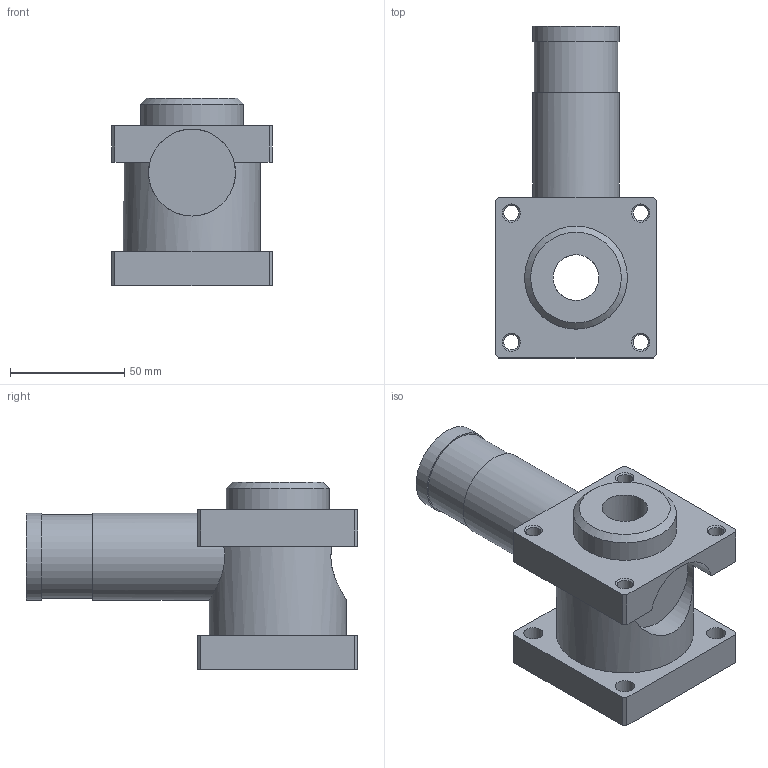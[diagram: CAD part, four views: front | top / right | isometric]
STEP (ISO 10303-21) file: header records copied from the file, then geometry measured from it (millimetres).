
FILE_DESCRIPTION((''),'2;1');
FILE_NAME('MSL-F20-63.stp','2012-10-05T13:11:02',('hartung_david'),(''),'Autodesk Inventor 2012','Autodesk Inventor 2012','');
FILE_SCHEMA(('AUTOMOTIVE_DESIGN { 1 0 10303 214 1 1 1 1 }'));
Length unit declared in the file: millimetre
Products named in the file (3): MSL-F20-63; 1; 2
Assembly tree (2 placements, depth 2):
  MSL-F20-63
    1
    2
Bounding box: 70 x 145 x 82 mm (x, y, z)
Volume: 282636.9 mm3; surface area: 63012.2 mm2
Topology: 2 solids, 2 shells, 60 faces, 155 edges, 102 vertices
Faces by surface type: plane 29, cylinder 21, cone 10
Full cylindrical faces by diameter (mm): 6.647 x4, 8.4 x4, 8.566 x1, 20 x1, 20.5 x1, 23 x1, 36.681 x1, 38 x2, 38.01 x1, 45 x2, 60 x1
Entity records: 2005 total; most frequent: CARTESIAN_POINT 552, DIRECTION 278, ORIENTED_EDGE 240, EDGE_CURVE 120, EDGE_LOOP 118, AXIS2_PLACEMENT_3D 111, VERTEX_POINT 98, FACE_OUTER_BOUND 60
